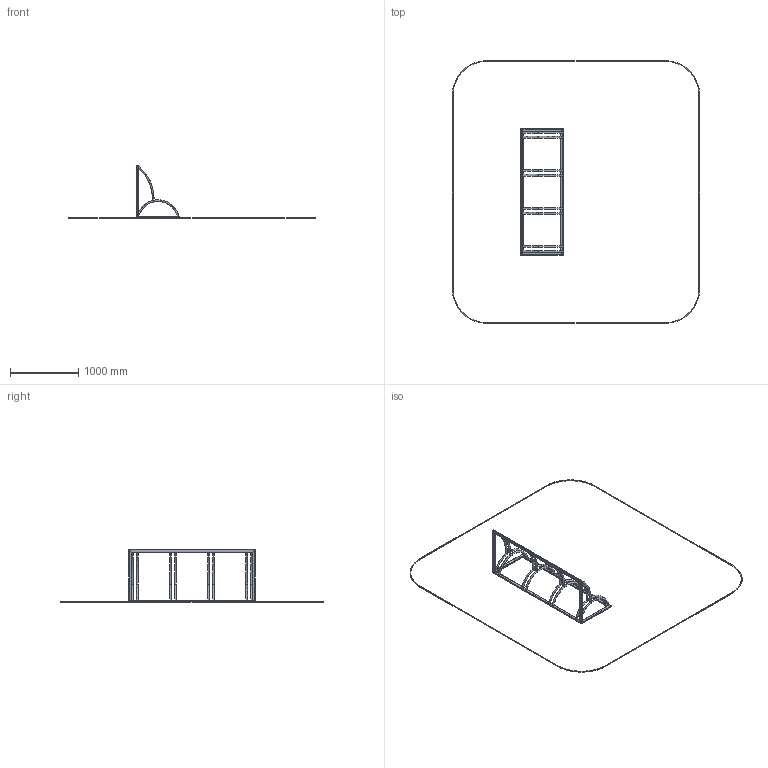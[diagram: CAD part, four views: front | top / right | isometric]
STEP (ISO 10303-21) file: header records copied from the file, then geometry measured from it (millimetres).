
FILE_DESCRIPTION(('STEP AP214'), '1');
FILE_NAME('Âåëîïàðêîâêà â ñáîðå', '', ('UNSPECIFIED'), ('UNSPECIFIED'), 'C3D Converter', 'C3D Toolkit', '');
FILE_SCHEMA(('AUTOMOTIVE_DESIGN { 1 0 10303 214 3 1 1}'));
Length unit declared in the file: millimetre
Products named in the file (7): В-07-00.00.00-7024
Assembly tree (23 placements, depth 2):
  В-07-00.00.00-7024
    (unnamed)  x2
    (unnamed)  x2
    (unnamed)  x2
    (unnamed)
    (unnamed)  x8
    (unnamed)  x8
Bounding box: 3620 x 3850 x 770 mm (x, y, z)
Volume: 5214187.9 mm3; surface area: 3968855.2 mm2
Topology: 24 solids, 24 shells, 208 faces, 480 edges, 320 vertices
Faces by surface type: plane 112, cylinder 64, torus 32
Entity records: 4849 total; most frequent: CARTESIAN_POINT 1637, ORIENTED_EDGE 496, DIRECTION 452, EDGE_CURVE 248, VERTEX_POINT 168, LINE 160, VECTOR 160, AXIS2_PLACEMENT_3D 146
